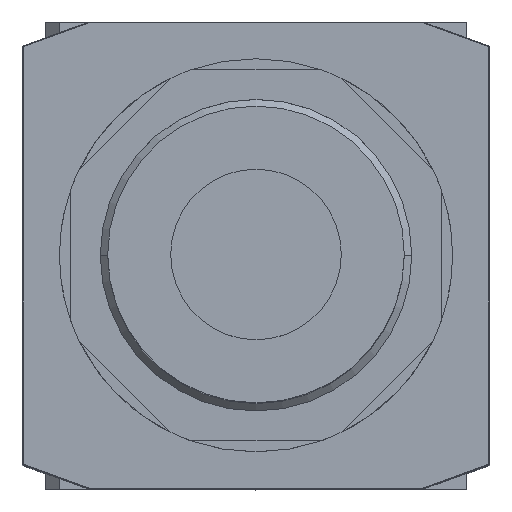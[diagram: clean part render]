
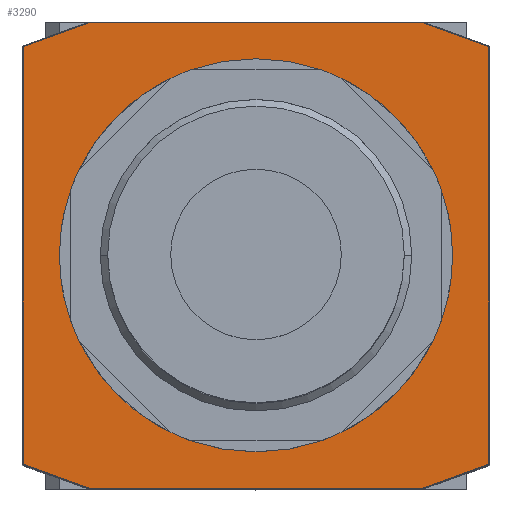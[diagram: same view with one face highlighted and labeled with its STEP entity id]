
A CAD part, top view. The second image highlights one B-rep face of the part: STEP entity #3290.
In plain terms, the highlighted planar face has unit normal (0, 0, 1).
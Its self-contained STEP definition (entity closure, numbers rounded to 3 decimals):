
#2100=CARTESIAN_POINT('',(21.0,0.0,63.5));
#2101=VERTEX_POINT('',#2100);
#2110=CARTESIAN_POINT('',(-21.0,0.,63.5));
#2111=VERTEX_POINT('',#2110);
#2112=CARTESIAN_POINT('',(0.0,0.0,63.5));
#2113=DIRECTION('',(0.0,0.0,-1.0));
#2114=DIRECTION('',(1.0,0.0,0.0));
#2115=AXIS2_PLACEMENT_3D('',#2112,#2113,#2114);
#2116=CIRCLE('',#2115,21.0);
#2117=EDGE_CURVE('',#2111,#2101,#2116,.T.);
#3209=CARTESIAN_POINT('',(0.0,0.,63.5));
#3210=DIRECTION('',(0.0,0.0,1.0));
#3211=DIRECTION('',(1.0,0.0,0.0));
#3212=AXIS2_PLACEMENT_3D('',#3209,#3210,#3211);
#3213=PLANE('',#3212);
#3214=CARTESIAN_POINT('',(-31.4,-28.154,63.5));
#3215=VERTEX_POINT('',#3214);
#3216=CARTESIAN_POINT('',(-31.4,28.154,63.5));
#3217=VERTEX_POINT('',#3216);
#3218=CARTESIAN_POINT('',(-31.4,-28.154,63.5));
#3219=DIRECTION('',(0.0,1.0,0.0));
#3220=VECTOR('',#3219,56.308);
#3221=LINE('',#3218,#3220);
#3222=EDGE_CURVE('',#3215,#3217,#3221,.T.);
#3223=ORIENTED_EDGE('',*,*,#3222,.F.);
#3224=CARTESIAN_POINT('',(-22.482,-31.4,63.5));
#3225=VERTEX_POINT('',#3224);
#3226=CARTESIAN_POINT('',(-22.482,-31.4,63.5));
#3227=DIRECTION('',(-0.94,0.342,0.0));
#3228=VECTOR('',#3227,9.49);
#3229=LINE('',#3226,#3228);
#3230=EDGE_CURVE('',#3225,#3215,#3229,.T.);
#3231=ORIENTED_EDGE('',*,*,#3230,.F.);
#3232=CARTESIAN_POINT('',(22.482,-31.4,63.5));
#3233=VERTEX_POINT('',#3232);
#3234=CARTESIAN_POINT('',(22.482,-31.4,63.5));
#3235=DIRECTION('',(-1.0,0.0,0.0));
#3236=VECTOR('',#3235,44.965);
#3237=LINE('',#3234,#3236);
#3238=EDGE_CURVE('',#3233,#3225,#3237,.T.);
#3239=ORIENTED_EDGE('',*,*,#3238,.F.);
#3240=CARTESIAN_POINT('',(31.4,-28.154,63.5));
#3241=VERTEX_POINT('',#3240);
#3242=CARTESIAN_POINT('',(31.4,-28.154,63.5));
#3243=DIRECTION('',(-0.94,-0.342,0.0));
#3244=VECTOR('',#3243,9.49);
#3245=LINE('',#3242,#3244);
#3246=EDGE_CURVE('',#3241,#3233,#3245,.T.);
#3247=ORIENTED_EDGE('',*,*,#3246,.F.);
#3248=CARTESIAN_POINT('',(31.4,28.154,63.5));
#3249=VERTEX_POINT('',#3248);
#3250=CARTESIAN_POINT('',(31.4,28.154,63.5));
#3251=DIRECTION('',(0.0,-1.0,0.0));
#3252=VECTOR('',#3251,56.308);
#3253=LINE('',#3250,#3252);
#3254=EDGE_CURVE('',#3249,#3241,#3253,.T.);
#3255=ORIENTED_EDGE('',*,*,#3254,.F.);
#3256=CARTESIAN_POINT('',(22.482,31.4,63.5));
#3257=VERTEX_POINT('',#3256);
#3258=CARTESIAN_POINT('',(22.482,31.4,63.5));
#3259=DIRECTION('',(0.94,-0.342,0.0));
#3260=VECTOR('',#3259,9.49);
#3261=LINE('',#3258,#3260);
#3262=EDGE_CURVE('',#3257,#3249,#3261,.T.);
#3263=ORIENTED_EDGE('',*,*,#3262,.F.);
#3264=CARTESIAN_POINT('',(-22.482,31.4,63.5));
#3265=VERTEX_POINT('',#3264);
#3266=CARTESIAN_POINT('',(-22.482,31.4,63.5));
#3267=DIRECTION('',(1.0,0.0,0.0));
#3268=VECTOR('',#3267,44.965);
#3269=LINE('',#3266,#3268);
#3270=EDGE_CURVE('',#3265,#3257,#3269,.T.);
#3271=ORIENTED_EDGE('',*,*,#3270,.F.);
#3272=CARTESIAN_POINT('',(-31.4,28.154,63.5));
#3273=DIRECTION('',(0.94,0.342,0.0));
#3274=VECTOR('',#3273,9.49);
#3275=LINE('',#3272,#3274);
#3276=EDGE_CURVE('',#3217,#3265,#3275,.T.);
#3277=ORIENTED_EDGE('',*,*,#3276,.F.);
#3278=EDGE_LOOP('',(#3223,#3231,#3239,#3247,#3255,#3263,#3271,#3277));
#3279=FACE_OUTER_BOUND('',#3278,.T.);
#3280=CARTESIAN_POINT('',(0.0,0.0,63.5));
#3281=DIRECTION('',(0.0,0.0,-1.0));
#3282=DIRECTION('',(1.0,0.0,0.0));
#3283=AXIS2_PLACEMENT_3D('',#3280,#3281,#3282);
#3284=CIRCLE('',#3283,21.0);
#3285=EDGE_CURVE('',#2101,#2111,#3284,.T.);
#3286=ORIENTED_EDGE('',*,*,#3285,.T.);
#3287=ORIENTED_EDGE('',*,*,#2117,.T.);
#3288=EDGE_LOOP('',(#3286,#3287));
#3289=FACE_BOUND('',#3288,.T.);
#3290=ADVANCED_FACE('',(#3279,#3289),#3213,.T.);
